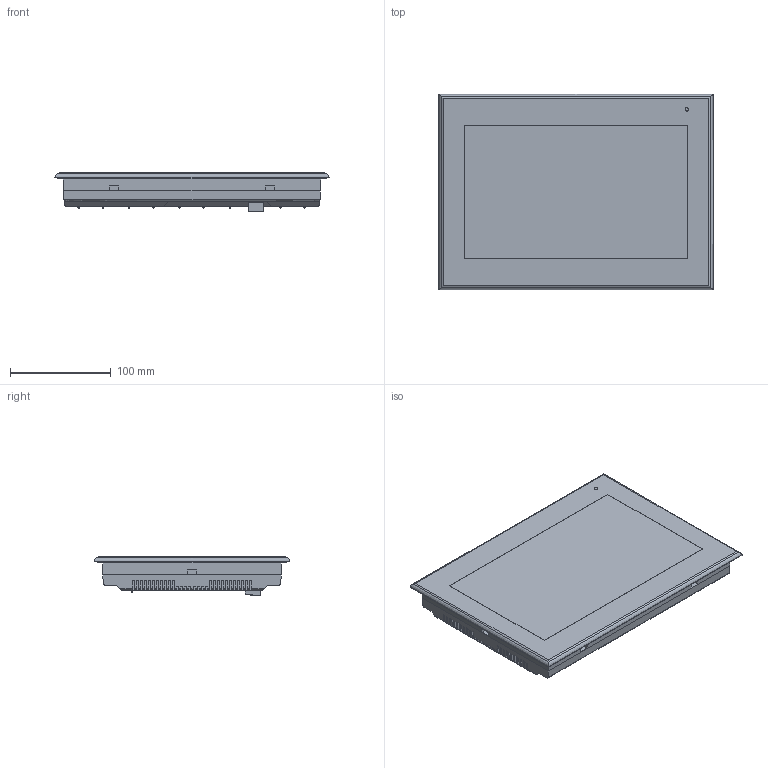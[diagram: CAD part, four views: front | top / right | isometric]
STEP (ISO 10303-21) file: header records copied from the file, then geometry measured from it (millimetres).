
FILE_DESCRIPTION(('CATIA V5 STEP Exchange','CAx-IF Rec.Pracs.--- Model Styling and Organization---1.5--- 2016-08-15','CAx-IF Rec.Pracs.---Supplemental Geometry---1.0---2011-11-01','CAx-IF Rec.Pracs.--- Composite Materials ---1.1---2010-07-15'),'2;1');
FILE_NAME ('D1444541_3', '2025-03-19T12:15:55+00:00', ('none'), ('Weidmueller'), 'CATIA Version 5-6 Release 2022 SP4 HF5', 'CATIA V5 STEP AP214 v3', 'none');
FILE_SCHEMA(('AUTOMOTIVE_DESIGN { 1 0 10303 214 1 1 1 1 }'));
Length unit declared in the file: millimetre
Products named in the file (1): S3D_UV66_ECO_10_RES_W
Bounding box: 272 x 194 x 38.01 mm (x, y, z)
Volume: 1448206.7 mm3; surface area: 139552.6 mm2
Topology: 1 solids, 1 shells, 785 faces, 2189 edges, 1446 vertices
Faces by surface type: plane 630, extrusion 98, cylinder 37, cone 20
Entity records: 25803 total; most frequent: CARTESIAN_POINT 6524, ORIENTED_EDGE 4378, DIRECTION 2806, EDGE_CURVE 2189, VECTOR 1966, LINE 1868, VERTEX_POINT 1446, EDGE_LOOP 825
